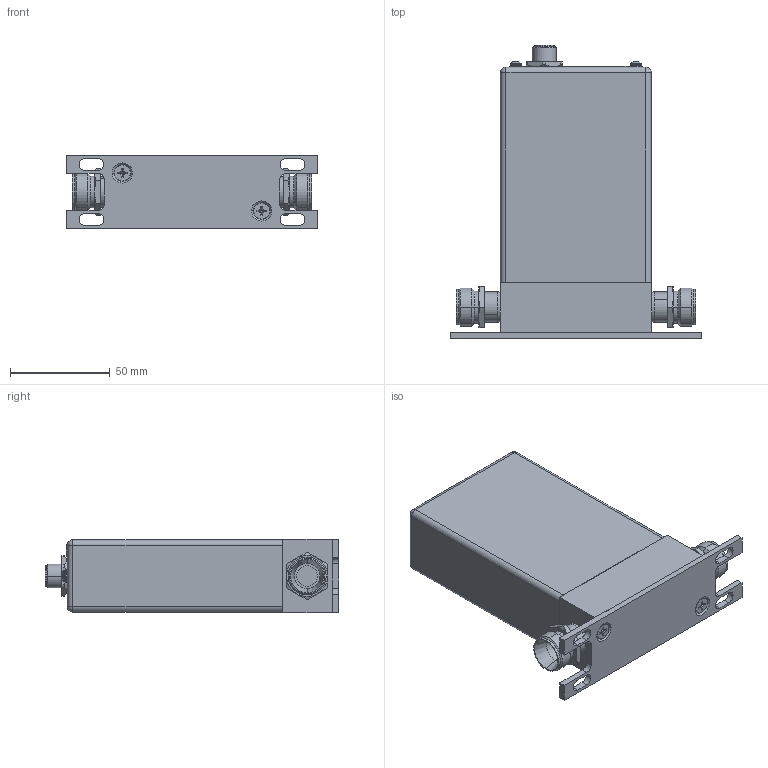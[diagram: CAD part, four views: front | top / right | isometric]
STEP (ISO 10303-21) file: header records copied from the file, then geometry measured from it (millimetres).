
FILE_DESCRIPTION((''),'2;1');
FILE_NAME('GE50A_DNET_1-2_TUBE_ASM','2014-09-25T',('cockrofm'),(''),'PRO/ENGINEER BY PARAMETRIC TECHNOLOGY CORPORATION, 2011490','PRO/ENGINEER BY PARAMETRIC TECHNOLOGY CORPORATION, 2011490','');
FILE_SCHEMA(('CONFIG_CONTROL_DESIGN'));
Length unit declared in the file: inch
Products named in the file (13): 118253_DUMMY_OUTLINE_2; 1053145_MOUNTING-PLATE_1; PRT0030; 1051992_FITTING_8VCR_1; ASM0007_ASM; 1042450_ENCLOSURE_1; 1032904_DNET-CONN_1; PRT0031; 133675_DNET_CONN_NUT_1; PRT0032; PRT0033; DNET_1-2_TUBE_ASM_1_ASM; GE50A_DNET_1-2_TUBE_ASM
Assembly tree (15 placements, depth 4):
  GE50A_DNET_1-2_TUBE_ASM
    DNET_1-2_TUBE_ASM_1_ASM
      ASM0007_ASM
        118253_DUMMY_OUTLINE_2
        1053145_MOUNTING-PLATE_1
        PRT0030  x2
        1051992_FITTING_8VCR_1  x2
      1042450_ENCLOSURE_1
      1032904_DNET-CONN_1
      PRT0031  x2
      133675_DNET_CONN_NUT_1
      PRT0032
      PRT0033
Bounding box: 125.98 x 147.19 x 36.83 mm (x, y, z)
Volume: 113649.9 mm3; surface area: 83729.4 mm2
Topology: 13 solids, 19 shells, 585 faces, 1418 edges, 894 vertices
Faces by surface type: cylinder 264, plane 203, cone 58, extrusion 40, torus 12, sphere 8
Entity records: 14018 total; most frequent: CARTESIAN_POINT 3137, DIRECTION 2280, ORIENTED_EDGE 2110, EDGE_CURVE 1067, AXIS2_PLACEMENT_3D 860, VERTEX_POINT 711, VECTOR 560, LINE 540
